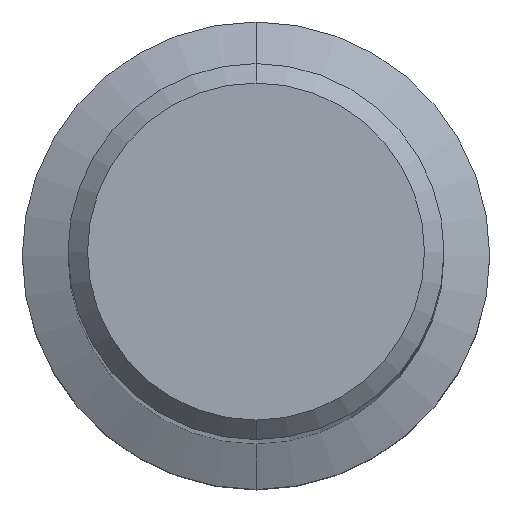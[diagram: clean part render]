
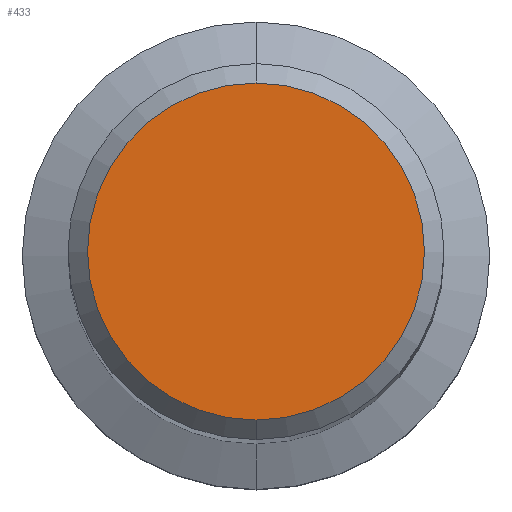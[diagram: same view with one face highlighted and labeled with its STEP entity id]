
A CAD part, top view. The second image highlights one B-rep face of the part: STEP entity #433.
In plain terms, the highlighted planar face has unit normal (0, 0, 1).
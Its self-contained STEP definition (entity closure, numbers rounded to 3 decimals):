
#327=EDGE_CURVE('',#411,#425,#695,.T.);
#411=VERTEX_POINT('',#789);
#423=EDGE_CURVE('',#425,#411,#802,.T.);
#425=VERTEX_POINT('',#804);
#433=ADVANCED_FACE('',(#813),#814,.T.);
#695=CIRCLE('',#1277,8.65);
#789=CARTESIAN_POINT('',(0.0,8.65,0.0));
#802=CIRCLE('',#1489,8.65);
#804=CARTESIAN_POINT('',(0.,-8.65,0.0));
#813=FACE_OUTER_BOUND('',#1502,.T.);
#814=PLANE('',#1503);
#1277=AXIS2_PLACEMENT_3D('',#1850,#1851,#1852);
#1489=AXIS2_PLACEMENT_3D('',#1969,#1970,#1971);
#1502=EDGE_LOOP('',(#1987,#1988));
#1503=AXIS2_PLACEMENT_3D('',#1989,#1990,#1991);
#1850=CARTESIAN_POINT('',(0.0,0.0,0.0));
#1851=DIRECTION('',(0.0,0.0,-1.0));
#1852=DIRECTION('',(0.0,1.0,0.0));
#1969=CARTESIAN_POINT('',(0.0,0.0,0.0));
#1970=DIRECTION('',(0.0,0.0,-1.0));
#1971=DIRECTION('',(0.0,1.0,0.0));
#1987=ORIENTED_EDGE('',*,*,#327,.F.);
#1988=ORIENTED_EDGE('',*,*,#423,.F.);
#1989=CARTESIAN_POINT('',(0.0,4.325,0.0));
#1990=DIRECTION('',(-0.0,0.0,1.0));
#1991=DIRECTION('',(0.0,-1.0,0.0));
